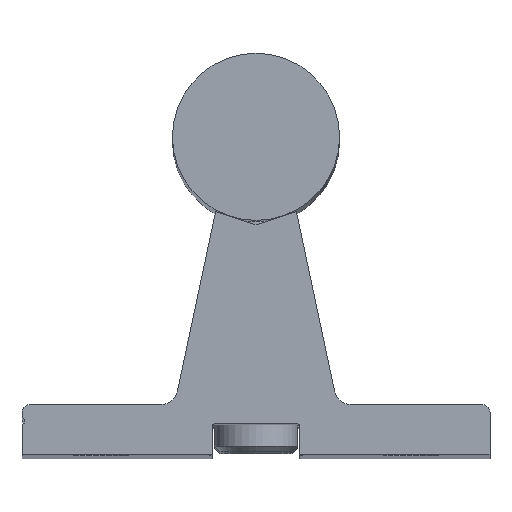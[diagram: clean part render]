
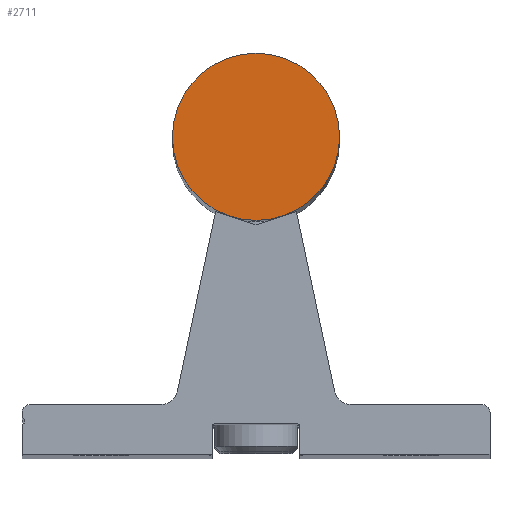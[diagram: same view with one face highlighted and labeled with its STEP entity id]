
A CAD part, top view. The second image highlights one B-rep face of the part: STEP entity #2711.
In plain terms, the highlighted planar face has unit normal (0, 0, 1).
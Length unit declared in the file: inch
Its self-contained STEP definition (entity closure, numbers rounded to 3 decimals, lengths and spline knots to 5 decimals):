
#244 = EDGE_CURVE ( 'NONE', #3133, #2136, #1311, .T. ) ;
#336 = FACE_OUTER_BOUND ( 'NONE', #3598, .T. ) ;
#344 = AXIS2_PLACEMENT_3D ( 'NONE', #2671, #3352, #3292 ) ;
#395 = DIRECTION ( 'NONE',  ( 1., 0., 0. ) ) ;
#479 = CIRCLE ( 'NONE', #344, 0.3937 ) ;
#985 = DIRECTION ( 'NONE',  ( 0., 0., 1. ) ) ;
#1307 = CARTESIAN_POINT ( 'NONE',  ( 0.3937, 1.49606, 0. ) ) ;
#1311 = CIRCLE ( 'NONE', #3622, 0.3937 ) ;
#1481 = AXIS2_PLACEMENT_3D ( 'NONE', #3820, #985, #2249 ) ;
#1569 = ORIENTED_EDGE ( 'NONE', *, *, #2078, .T. ) ;
#1772 = ORIENTED_EDGE ( 'NONE', *, *, #244, .T. ) ;
#1919 = DIRECTION ( 'NONE',  ( 0., 0., 1. ) ) ;
#2078 = EDGE_CURVE ( 'NONE', #2136, #3133, #479, .T. ) ;
#2136 = VERTEX_POINT ( 'NONE', #2452 ) ;
#2249 = DIRECTION ( 'NONE',  ( 1., 0., 0. ) ) ;
#2452 = CARTESIAN_POINT ( 'NONE',  ( -0.3937, 1.49606, 0. ) ) ;
#2671 = CARTESIAN_POINT ( 'NONE',  ( 0., 1.49606, 0. ) ) ;
#2711 = ADVANCED_FACE ( 'NONE', ( #336 ), #2854, .T. ) ;
#2854 = PLANE ( 'NONE',  #1481 ) ;
#3133 = VERTEX_POINT ( 'NONE', #1307 ) ;
#3292 = DIRECTION ( 'NONE',  ( 1., 0., 0. ) ) ;
#3352 = DIRECTION ( 'NONE',  ( 0., 0., 1. ) ) ;
#3499 = CARTESIAN_POINT ( 'NONE',  ( 0., 1.49606, 0. ) ) ;
#3598 = EDGE_LOOP ( 'NONE', ( #1772, #1569 ) ) ;
#3622 = AXIS2_PLACEMENT_3D ( 'NONE', #3499, #1919, #395 ) ;
#3820 = CARTESIAN_POINT ( 'NONE',  ( 0., 1.49606, 0. ) ) ;
